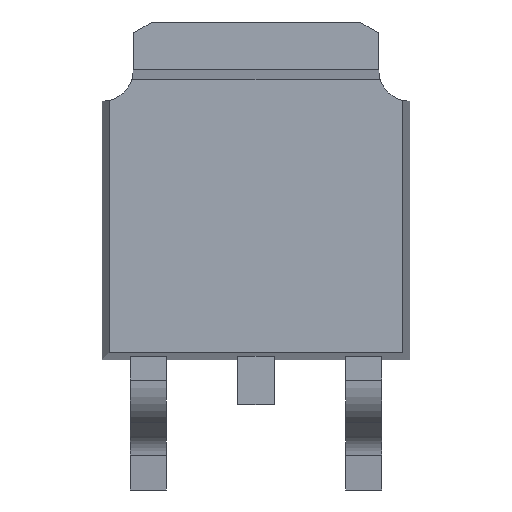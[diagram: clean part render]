
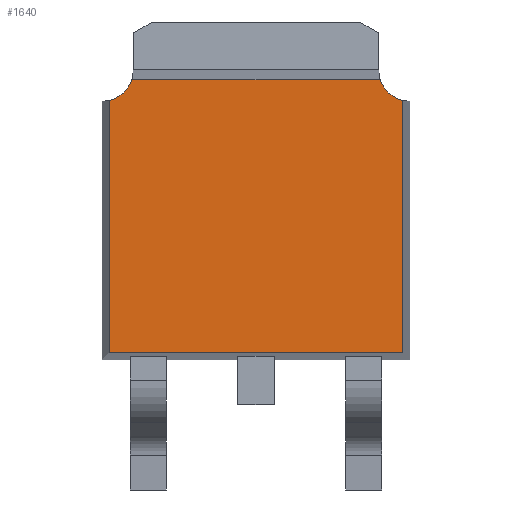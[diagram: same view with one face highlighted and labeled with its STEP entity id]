
A CAD part, top view. The second image highlights one B-rep face of the part: STEP entity #1640.
In plain terms, the highlighted planar face has unit normal (0, 0, 1).
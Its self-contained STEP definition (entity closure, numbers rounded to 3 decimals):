
#105 = CYLINDRICAL_SURFACE('',#106,0.668);
#106 = AXIS2_PLACEMENT_3D('',#107,#108,#109);
#107 = CARTESIAN_POINT('',(3.27,3.109,0.137));
#108 = DIRECTION('',(0.,0.,1.));
#109 = DIRECTION('',(0.,-1.,0.));
#221 = CYLINDRICAL_SURFACE('',#222,0.668);
#222 = AXIS2_PLACEMENT_3D('',#223,#224,#225);
#223 = CARTESIAN_POINT('',(-3.27,3.109,0.137));
#224 = DIRECTION('',(0.,0.,1.));
#225 = DIRECTION('',(0.,-1.,0.));
#578 = PLANE('',#579);
#579 = AXIS2_PLACEMENT_3D('',#580,#581,#582);
#580 = CARTESIAN_POINT('',(-3.27,3.048,1.28));
#581 = DIRECTION('',(-0.991,0.,0.131)
  );
#582 = DIRECTION('',(-0.131,0.,-0.991
    ));
#656 = PLANE('',#657);
#657 = AXIS2_PLACEMENT_3D('',#658,#659,#660);
#658 = CARTESIAN_POINT('',(3.27,3.048,1.28));
#659 = DIRECTION('',(0.991,0.,0.131));
#660 = DIRECTION('',(-0.131,0.,0.991)
  );
#709 = PLANE('',#710);
#710 = AXIS2_PLACEMENT_3D('',#711,#712,#713);
#711 = CARTESIAN_POINT('',(-3.27,-3.048,1.28));
#712 = DIRECTION('',(0.,-0.991,0.131));
#713 = DIRECTION('',(0.,-0.131,-0.991));
#1020 = EDGE_CURVE('',#1021,#1023,#1025,.T.);
#1021 = VERTEX_POINT('',#1022);
#1022 = CARTESIAN_POINT('',(-3.12,2.459,2.423));
#1023 = VERTEX_POINT('',#1024);
#1024 = CARTESIAN_POINT('',(-3.12,-2.897,2.423));
#1025 = SURFACE_CURVE('',#1026,(#1030,#1037),.PCURVE_S1.);
#1026 = LINE('',#1027,#1028);
#1027 = CARTESIAN_POINT('',(-3.12,3.048,2.423));
#1028 = VECTOR('',#1029,1.);
#1029 = DIRECTION('',(0.,-1.,0.));
#1030 = PCURVE('',#578,#1031);
#1031 = DEFINITIONAL_REPRESENTATION('',(#1032),#1036);
#1032 = LINE('',#1033,#1034);
#1033 = CARTESIAN_POINT('',(-1.152,0.));
#1034 = VECTOR('',#1035,1.);
#1035 = DIRECTION('',(0.,1.));
#1036 = ( GEOMETRIC_REPRESENTATION_CONTEXT(2) 
PARAMETRIC_REPRESENTATION_CONTEXT() REPRESENTATION_CONTEXT('2D SPACE',''
  ) );
#1037 = PCURVE('',#1038,#1043);
#1038 = PLANE('',#1039);
#1039 = AXIS2_PLACEMENT_3D('',#1040,#1041,#1042);
#1040 = CARTESIAN_POINT('',(-3.27,-3.048,2.423));
#1041 = DIRECTION('',(0.,0.,1.));
#1042 = DIRECTION('',(0.,-1.,0.));
#1043 = DEFINITIONAL_REPRESENTATION('',(#1044),#1048);
#1044 = LINE('',#1045,#1046);
#1045 = CARTESIAN_POINT('',(-6.095,0.15));
#1046 = VECTOR('',#1047,1.);
#1047 = DIRECTION('',(1.,0.));
#1048 = ( GEOMETRIC_REPRESENTATION_CONTEXT(2) 
PARAMETRIC_REPRESENTATION_CONTEXT() REPRESENTATION_CONTEXT('2D SPACE',''
  ) );
#1371 = VERTEX_POINT('',#1372);
#1372 = CARTESIAN_POINT('',(3.12,-2.897,2.423));
#1393 = EDGE_CURVE('',#1023,#1371,#1394,.T.);
#1394 = SURFACE_CURVE('',#1395,(#1399,#1406),.PCURVE_S1.);
#1395 = LINE('',#1396,#1397);
#1396 = CARTESIAN_POINT('',(-3.27,-2.897,2.423));
#1397 = VECTOR('',#1398,1.);
#1398 = DIRECTION('',(1.,0.,0.));
#1399 = PCURVE('',#709,#1400);
#1400 = DEFINITIONAL_REPRESENTATION('',(#1401),#1405);
#1401 = LINE('',#1402,#1403);
#1402 = CARTESIAN_POINT('',(-1.152,0.));
#1403 = VECTOR('',#1404,1.);
#1404 = DIRECTION('',(0.,1.));
#1405 = ( GEOMETRIC_REPRESENTATION_CONTEXT(2) 
PARAMETRIC_REPRESENTATION_CONTEXT() REPRESENTATION_CONTEXT('2D SPACE',''
  ) );
#1406 = PCURVE('',#1038,#1407);
#1407 = DEFINITIONAL_REPRESENTATION('',(#1408),#1412);
#1408 = LINE('',#1409,#1410);
#1409 = CARTESIAN_POINT('',(-0.15,0.));
#1410 = VECTOR('',#1411,1.);
#1411 = DIRECTION('',(0.,1.));
#1412 = ( GEOMETRIC_REPRESENTATION_CONTEXT(2) 
PARAMETRIC_REPRESENTATION_CONTEXT() REPRESENTATION_CONTEXT('2D SPACE',''
  ) );
#1420 = VERTEX_POINT('',#1421);
#1421 = CARTESIAN_POINT('',(3.12,2.459,2.423));
#1466 = EDGE_CURVE('',#1371,#1420,#1467,.T.);
#1467 = SURFACE_CURVE('',#1468,(#1472,#1479),.PCURVE_S1.);
#1468 = LINE('',#1469,#1470);
#1469 = CARTESIAN_POINT('',(3.12,3.048,2.423));
#1470 = VECTOR('',#1471,1.);
#1471 = DIRECTION('',(0.,1.,0.));
#1472 = PCURVE('',#656,#1473);
#1473 = DEFINITIONAL_REPRESENTATION('',(#1474),#1478);
#1474 = LINE('',#1475,#1476);
#1475 = CARTESIAN_POINT('',(1.152,0.));
#1476 = VECTOR('',#1477,1.);
#1477 = DIRECTION('',(0.,-1.));
#1478 = ( GEOMETRIC_REPRESENTATION_CONTEXT(2) 
PARAMETRIC_REPRESENTATION_CONTEXT() REPRESENTATION_CONTEXT('2D SPACE',''
  ) );
#1479 = PCURVE('',#1038,#1480);
#1480 = DEFINITIONAL_REPRESENTATION('',(#1481),#1485);
#1481 = LINE('',#1482,#1483);
#1482 = CARTESIAN_POINT('',(-6.095,6.39));
#1483 = VECTOR('',#1484,1.);
#1484 = DIRECTION('',(-1.,0.));
#1485 = ( GEOMETRIC_REPRESENTATION_CONTEXT(2) 
PARAMETRIC_REPRESENTATION_CONTEXT() REPRESENTATION_CONTEXT('2D SPACE',''
  ) );
#1502 = PLANE('',#1503);
#1503 = AXIS2_PLACEMENT_3D('',#1504,#1505,#1506);
#1504 = CARTESIAN_POINT('',(-3.27,3.048,1.28));
#1505 = DIRECTION('',(0.,0.991,0.131));
#1506 = DIRECTION('',(0.,-0.131,0.991));
#1527 = VERTEX_POINT('',#1528);
#1528 = CARTESIAN_POINT('',(-2.637,2.897,2.423));
#1573 = EDGE_CURVE('',#1574,#1527,#1576,.T.);
#1574 = VERTEX_POINT('',#1575);
#1575 = CARTESIAN_POINT('',(2.637,2.897,2.423));
#1576 = SURFACE_CURVE('',#1577,(#1581,#1588),.PCURVE_S1.);
#1577 = LINE('',#1578,#1579);
#1578 = CARTESIAN_POINT('',(-3.27,2.897,2.423));
#1579 = VECTOR('',#1580,1.);
#1580 = DIRECTION('',(-1.,0.,0.));
#1581 = PCURVE('',#1502,#1582);
#1582 = DEFINITIONAL_REPRESENTATION('',(#1583),#1587);
#1583 = LINE('',#1584,#1585);
#1584 = CARTESIAN_POINT('',(1.152,0.));
#1585 = VECTOR('',#1586,1.);
#1586 = DIRECTION('',(0.,-1.));
#1587 = ( GEOMETRIC_REPRESENTATION_CONTEXT(2) 
PARAMETRIC_REPRESENTATION_CONTEXT() REPRESENTATION_CONTEXT('2D SPACE',''
  ) );
#1588 = PCURVE('',#1038,#1589);
#1589 = DEFINITIONAL_REPRESENTATION('',(#1590),#1594);
#1590 = LINE('',#1591,#1592);
#1591 = CARTESIAN_POINT('',(-5.945,0.));
#1592 = VECTOR('',#1593,1.);
#1593 = DIRECTION('',(0.,-1.));
#1594 = ( GEOMETRIC_REPRESENTATION_CONTEXT(2) 
PARAMETRIC_REPRESENTATION_CONTEXT() REPRESENTATION_CONTEXT('2D SPACE',''
  ) );
#1640 = ADVANCED_FACE('',(#1641),#1038,.T.);
#1641 = FACE_BOUND('',#1642,.T.);
#1642 = EDGE_LOOP('',(#1643,#1664,#1665,#1666,#1667,#1688));
#1643 = ORIENTED_EDGE('',*,*,#1644,.F.);
#1644 = EDGE_CURVE('',#1021,#1527,#1645,.T.);
#1645 = SURFACE_CURVE('',#1646,(#1651,#1658),.PCURVE_S1.);
#1646 = CIRCLE('',#1647,0.668);
#1647 = AXIS2_PLACEMENT_3D('',#1648,#1649,#1650);
#1648 = CARTESIAN_POINT('',(-3.27,3.109,2.423));
#1649 = DIRECTION('',(0.,0.,1.));
#1650 = DIRECTION('',(0.,1.,0.));
#1651 = PCURVE('',#1038,#1652);
#1652 = DEFINITIONAL_REPRESENTATION('',(#1653),#1657);
#1653 = CIRCLE('',#1654,0.668);
#1654 = AXIS2_PLACEMENT_2D('',#1655,#1656);
#1655 = CARTESIAN_POINT('',(-6.157,0.));
#1656 = DIRECTION('',(-1.,0.));
#1657 = ( GEOMETRIC_REPRESENTATION_CONTEXT(2) 
PARAMETRIC_REPRESENTATION_CONTEXT() REPRESENTATION_CONTEXT('2D SPACE',''
  ) );
#1658 = PCURVE('',#221,#1659);
#1659 = DEFINITIONAL_REPRESENTATION('',(#1660),#1663);
#1660 = B_SPLINE_CURVE_WITH_KNOTS('',1,(#1661,#1662),.UNSPECIFIED.,.F.,
  .F.,(2,2),(3.369,4.389),.PIECEWISE_BEZIER_KNOTS.);
#1661 = CARTESIAN_POINT('',(0.227,2.286));
#1662 = CARTESIAN_POINT('',(1.248,2.286));
#1663 = ( GEOMETRIC_REPRESENTATION_CONTEXT(2) 
PARAMETRIC_REPRESENTATION_CONTEXT() REPRESENTATION_CONTEXT('2D SPACE',''
  ) );
#1664 = ORIENTED_EDGE('',*,*,#1020,.T.);
#1665 = ORIENTED_EDGE('',*,*,#1393,.T.);
#1666 = ORIENTED_EDGE('',*,*,#1466,.T.);
#1667 = ORIENTED_EDGE('',*,*,#1668,.F.);
#1668 = EDGE_CURVE('',#1574,#1420,#1669,.T.);
#1669 = SURFACE_CURVE('',#1670,(#1675,#1682),.PCURVE_S1.);
#1670 = CIRCLE('',#1671,0.668);
#1671 = AXIS2_PLACEMENT_3D('',#1672,#1673,#1674);
#1672 = CARTESIAN_POINT('',(3.27,3.109,2.423));
#1673 = DIRECTION('',(0.,0.,1.));
#1674 = DIRECTION('',(0.,-1.,0.));
#1675 = PCURVE('',#1038,#1676);
#1676 = DEFINITIONAL_REPRESENTATION('',(#1677),#1681);
#1677 = CIRCLE('',#1678,0.668);
#1678 = AXIS2_PLACEMENT_2D('',#1679,#1680);
#1679 = CARTESIAN_POINT('',(-6.157,6.54));
#1680 = DIRECTION('',(1.,0.));
#1681 = ( GEOMETRIC_REPRESENTATION_CONTEXT(2) 
PARAMETRIC_REPRESENTATION_CONTEXT() REPRESENTATION_CONTEXT('2D SPACE',''
  ) );
#1682 = PCURVE('',#105,#1683);
#1683 = DEFINITIONAL_REPRESENTATION('',(#1684),#1687);
#1684 = B_SPLINE_CURVE_WITH_KNOTS('',1,(#1685,#1686),.UNSPECIFIED.,.F.,
  .F.,(2,2),(5.036,6.056),.PIECEWISE_BEZIER_KNOTS.);
#1685 = CARTESIAN_POINT('',(5.036,2.286));
#1686 = CARTESIAN_POINT('',(6.056,2.286));
#1687 = ( GEOMETRIC_REPRESENTATION_CONTEXT(2) 
PARAMETRIC_REPRESENTATION_CONTEXT() REPRESENTATION_CONTEXT('2D SPACE',''
  ) );
#1688 = ORIENTED_EDGE('',*,*,#1573,.T.);
